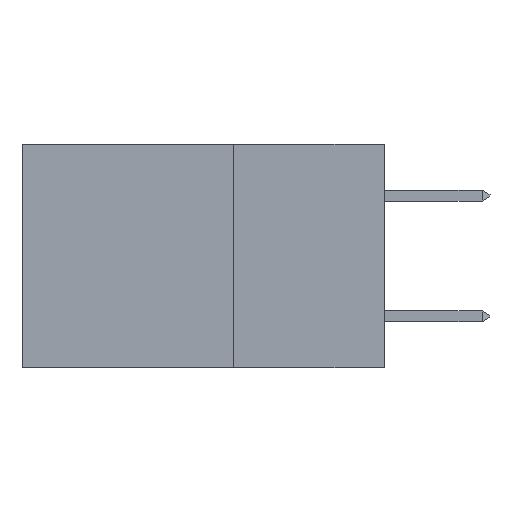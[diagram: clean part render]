
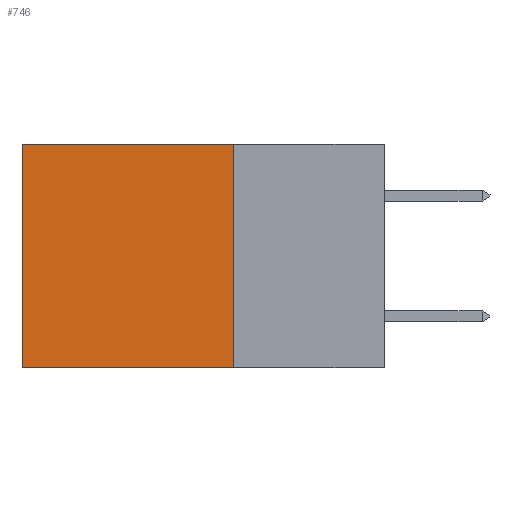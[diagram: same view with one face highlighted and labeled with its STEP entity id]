
A CAD part, left-side view. The second image highlights one B-rep face of the part: STEP entity #746.
In plain terms, the highlighted planar face has unit normal (-1, 0, 0).
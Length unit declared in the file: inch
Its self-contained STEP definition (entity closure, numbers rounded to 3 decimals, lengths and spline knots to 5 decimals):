
#320 = VERTEX_POINT ( 'NONE', #10431 ) ;
#511 = VECTOR ( 'NONE', #3409, 39.37008 ) ;
#576 = EDGE_CURVE ( 'NONE', #6547, #4335, #7264, .T. ) ;
#746 = ADVANCED_FACE ( 'NONE', ( #7953 ), #6481, .F. ) ;
#1003 = DIRECTION ( 'NONE',  ( 0., 0., -1. ) ) ;
#1317 = AXIS2_PLACEMENT_3D ( 'NONE', #8497, #4312, #1003 ) ;
#1608 = EDGE_CURVE ( 'NONE', #6547, #8270, #6136, .T. ) ;
#1694 = VECTOR ( 'NONE', #7205, 39.37008 ) ;
#2160 = ORIENTED_EDGE ( 'NONE', *, *, #1608, .F. ) ;
#2842 = VECTOR ( 'NONE', #3484, 39.37008 ) ;
#3409 = DIRECTION ( 'NONE',  ( 0., 0., -1. ) ) ;
#3484 = DIRECTION ( 'NONE',  ( 0., 1., 0. ) ) ;
#3766 = EDGE_CURVE ( 'NONE', #4335, #320, #5281, .T. ) ;
#4312 = DIRECTION ( 'NONE',  ( 1., 0., 0. ) ) ;
#4335 = VERTEX_POINT ( 'NONE', #10505 ) ;
#4541 = DIRECTION ( 'NONE',  ( 0., 1., 0. ) ) ;
#5281 = LINE ( 'NONE', #6028, #511 ) ;
#5779 = CARTESIAN_POINT ( 'NONE',  ( 0.2875, 0.25, 0. ) ) ;
#6028 = CARTESIAN_POINT ( 'NONE',  ( 0.2875, 0.6, 0. ) ) ;
#6136 = LINE ( 'NONE', #5779, #1694 ) ;
#6481 = PLANE ( 'NONE',  #1317 ) ;
#6547 = VERTEX_POINT ( 'NONE', #7493 ) ;
#7151 = ORIENTED_EDGE ( 'NONE', *, *, #9217, .F. ) ;
#7205 = DIRECTION ( 'NONE',  ( 0., 0., -1. ) ) ;
#7264 = LINE ( 'NONE', #11237, #2842 ) ;
#7493 = CARTESIAN_POINT ( 'NONE',  ( 0.2875, 0.25, 0. ) ) ;
#7907 = VECTOR ( 'NONE', #4541, 39.37008 ) ;
#7953 = FACE_OUTER_BOUND ( 'NONE', #10374, .T. ) ;
#8163 = LINE ( 'NONE', #9787, #7907 ) ;
#8270 = VERTEX_POINT ( 'NONE', #9516 ) ;
#8497 = CARTESIAN_POINT ( 'NONE',  ( 0.2875, 0.25, 0. ) ) ;
#8842 = ORIENTED_EDGE ( 'NONE', *, *, #576, .T. ) ;
#9217 = EDGE_CURVE ( 'NONE', #8270, #320, #8163, .T. ) ;
#9516 = CARTESIAN_POINT ( 'NONE',  ( 0.2875, 0.25, -0.37 ) ) ;
#9787 = CARTESIAN_POINT ( 'NONE',  ( 0.2875, 0.25, -0.37 ) ) ;
#10169 = ORIENTED_EDGE ( 'NONE', *, *, #3766, .T. ) ;
#10374 = EDGE_LOOP ( 'NONE', ( #10169, #7151, #2160, #8842 ) ) ;
#10431 = CARTESIAN_POINT ( 'NONE',  ( 0.2875, 0.6, -0.37 ) ) ;
#10505 = CARTESIAN_POINT ( 'NONE',  ( 0.2875, 0.6, 0. ) ) ;
#11237 = CARTESIAN_POINT ( 'NONE',  ( 0.2875, 0.25, 0. ) ) ;
